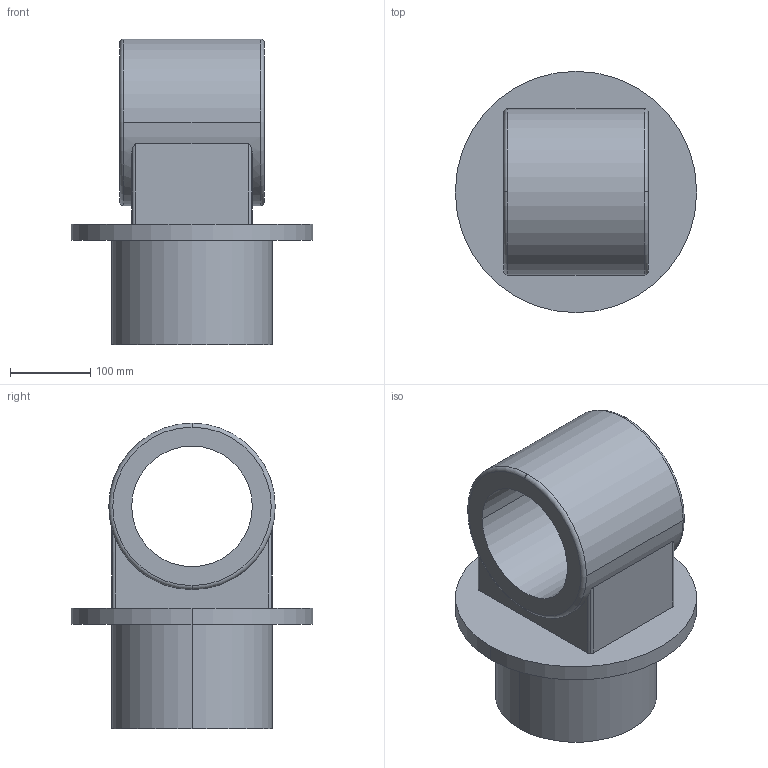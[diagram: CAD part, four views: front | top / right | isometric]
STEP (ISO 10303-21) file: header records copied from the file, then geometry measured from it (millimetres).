
FILE_DESCRIPTION (( 'STEP AP203' ), '1' );
FILE_NAME ('Link 1_Default_sldprt.STEP', '2024-06-02T13:34:57', ( '' ), ( '' ), 'SwSTEP 2.0', 'SolidWorks 2023', '' );
FILE_SCHEMA (( 'CONFIG_CONTROL_DESIGN' ));
Length unit declared in the file: millimetre
Products named in the file (1): Link 1_Default_sldprt
Bounding box: 300 x 300 x 380 mm (x, y, z)
Volume: 9653519.5 mm3; surface area: 448580 mm2
Topology: 1 solids, 1 shells, 29 faces, 72 edges, 48 vertices
Faces by surface type: cylinder 16, plane 9, torus 4
Entity records: 1253 total; most frequent: CARTESIAN_POINT 454, DIRECTION 162, ORIENTED_EDGE 144, EDGE_CURVE 72, AXIS2_PLACEMENT_3D 68, VERTEX_POINT 48, CIRCLE 38, EDGE_LOOP 34
